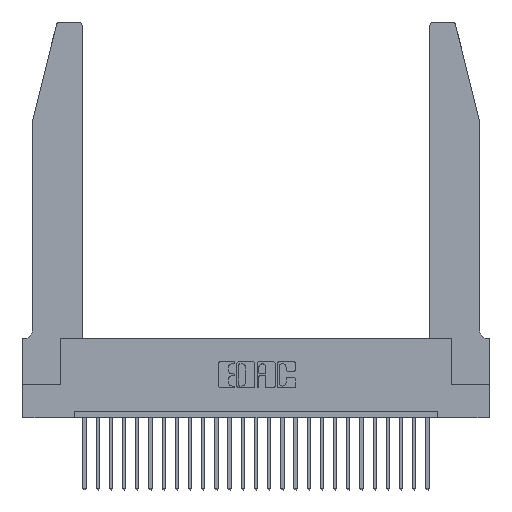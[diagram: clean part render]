
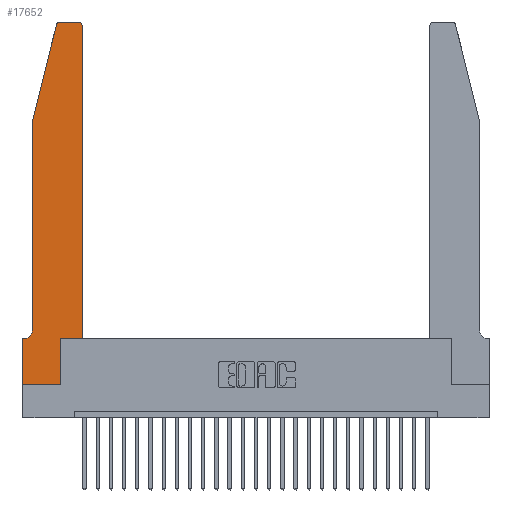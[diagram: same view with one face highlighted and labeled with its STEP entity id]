
A CAD part, top view. The second image highlights one B-rep face of the part: STEP entity #17652.
In plain terms, the highlighted planar face has unit normal (0, 0, 1).
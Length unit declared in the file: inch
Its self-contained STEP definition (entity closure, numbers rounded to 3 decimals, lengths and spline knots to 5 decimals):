
#248 = LINE ( 'NONE', #17055, #23827 ) ;
#486 = CARTESIAN_POINT ( 'NONE',  ( 0.0755, 0.35, 0.37 ) ) ;
#489 = EDGE_CURVE ( 'NONE', #18064, #2406, #4079, .T. ) ;
#596 = VECTOR ( 'NONE', #1126, 39.37008 ) ;
#632 = VERTEX_POINT ( 'NONE', #18471 ) ;
#1126 = DIRECTION ( 'NONE',  ( 0., -1., 0. ) ) ;
#1449 = EDGE_CURVE ( 'NONE', #20299, #3549, #20065, .T. ) ;
#1669 = VERTEX_POINT ( 'NONE', #9441 ) ;
#1968 = CARTESIAN_POINT ( 'NONE',  ( 0.2865, 0.35, 0.37 ) ) ;
#2406 = VERTEX_POINT ( 'NONE', #8751 ) ;
#2419 = ORIENTED_EDGE ( 'NONE', *, *, #9872, .T. ) ;
#2549 = FACE_OUTER_BOUND ( 'NONE', #7142, .T. ) ;
#2590 = EDGE_CURVE ( 'NONE', #2406, #20299, #248, .T. ) ;
#2591 = ORIENTED_EDGE ( 'NONE', *, *, #20348, .T. ) ;
#3005 = PLANE ( 'NONE',  #13749 ) ;
#3222 = DIRECTION ( 'NONE',  ( 1., 0., 0. ) ) ;
#3329 = AXIS2_PLACEMENT_3D ( 'NONE', #9129, #19671, #8861 ) ;
#3549 = VERTEX_POINT ( 'NONE', #8152 ) ;
#4079 = LINE ( 'NONE', #18660, #23107 ) ;
#5041 = CARTESIAN_POINT ( 'NONE',  ( 0., 0., 0.37 ) ) ;
#5183 = CARTESIAN_POINT ( 'NONE',  ( 0., 0.35, 0.37 ) ) ;
#5222 = DIRECTION ( 'NONE',  ( 0., 0., -1. ) ) ;
#5321 = CARTESIAN_POINT ( 'NONE',  ( 0.0755, 0.42, 0.37 ) ) ;
#5406 = DIRECTION ( 'NONE',  ( 1., 0., 0. ) ) ;
#5563 = CARTESIAN_POINT ( 'NONE',  ( 0., 0., 0.37 ) ) ;
#5596 = ORIENTED_EDGE ( 'NONE', *, *, #22183, .T. ) ;
#5652 = VECTOR ( 'NONE', #10466, 39.37008 ) ;
#5770 = VERTEX_POINT ( 'NONE', #5563 ) ;
#6082 = DIRECTION ( 'NONE',  ( -0.239, -0.971, 0. ) ) ;
#6296 = VECTOR ( 'NONE', #18619, 39.37008 ) ;
#7142 = EDGE_LOOP ( 'NONE', ( #18339, #15332, #11292, #7531, #19636, #25418, #24357, #22390, #5596, #2419, #17186, #2591 ) ) ;
#7308 = DIRECTION ( 'NONE',  ( 0., 0., 1. ) ) ;
#7531 = ORIENTED_EDGE ( 'NONE', *, *, #2590, .T. ) ;
#8001 = CIRCLE ( 'NONE', #11535, 0.03 ) ;
#8063 = DIRECTION ( 'NONE',  ( 0., -1., 0. ) ) ;
#8152 = CARTESIAN_POINT ( 'NONE',  ( 0.0055, 0.35, 0.37 ) ) ;
#8687 = VERTEX_POINT ( 'NONE', #13334 ) ;
#8751 = CARTESIAN_POINT ( 'NONE',  ( 0.0755, 2., 0.37 ) ) ;
#8861 = DIRECTION ( 'NONE',  ( 1., 0., 0. ) ) ;
#9129 = CARTESIAN_POINT ( 'NONE',  ( 0.4205, 2.72, 0.37 ) ) ;
#9441 = CARTESIAN_POINT ( 'NONE',  ( 0.284, 2.75, 0.37 ) ) ;
#9623 = EDGE_CURVE ( 'NONE', #1669, #18064, #8001, .T. ) ;
#9674 = CARTESIAN_POINT ( 'NONE',  ( 0.284, 2.72, 0.37 ) ) ;
#9872 = EDGE_CURVE ( 'NONE', #18939, #8687, #26709, .T. ) ;
#10466 = DIRECTION ( 'NONE',  ( -1., 0., 0. ) ) ;
#10965 = CARTESIAN_POINT ( 'NONE',  ( 0.4505, 0.35, 0.37 ) ) ;
#11292 = ORIENTED_EDGE ( 'NONE', *, *, #489, .T. ) ;
#11535 = AXIS2_PLACEMENT_3D ( 'NONE', #9674, #7308, #5406 ) ;
#11567 = DIRECTION ( 'NONE',  ( 0., 0., 1. ) ) ;
#11598 = VECTOR ( 'NONE', #3222, 39.37008 ) ;
#11786 = DIRECTION ( 'NONE',  ( -1., 0., 0. ) ) ;
#12944 = DIRECTION ( 'NONE',  ( 1., 0., 0. ) ) ;
#13334 = CARTESIAN_POINT ( 'NONE',  ( 0.4505, 0.35, 0.37 ) ) ;
#13749 = AXIS2_PLACEMENT_3D ( 'NONE', #5183, #11567, #17648 ) ;
#13863 = LINE ( 'NONE', #1968, #6296 ) ;
#14306 = VECTOR ( 'NONE', #12944, 39.37008 ) ;
#14407 = CARTESIAN_POINT ( 'NONE',  ( 0.2865, 0., 0.37 ) ) ;
#14523 = VECTOR ( 'NONE', #23460, 39.37008 ) ;
#14624 = LINE ( 'NONE', #5041, #596 ) ;
#14676 = CARTESIAN_POINT ( 'NONE',  ( 0.2605, 2.75, 0.37 ) ) ;
#14900 = CARTESIAN_POINT ( 'NONE',  ( 0.25487, 2.72718, 0.37 ) ) ;
#15332 = ORIENTED_EDGE ( 'NONE', *, *, #9623, .T. ) ;
#16448 = CIRCLE ( 'NONE', #3329, 0.03 ) ;
#16637 = AXIS2_PLACEMENT_3D ( 'NONE', #18124, #5222, #11786 ) ;
#16825 = EDGE_CURVE ( 'NONE', #5770, #19885, #19237, .T. ) ;
#17055 = CARTESIAN_POINT ( 'NONE',  ( 0.0755, 2., 0.37 ) ) ;
#17186 = ORIENTED_EDGE ( 'NONE', *, *, #22272, .T. ) ;
#17483 = VECTOR ( 'NONE', #22912, 39.37008 ) ;
#17648 = DIRECTION ( 'NONE',  ( 1., 0., 0. ) ) ;
#17652 = ADVANCED_FACE ( 'NONE', ( #2549 ), #3005, .T. ) ;
#18064 = VERTEX_POINT ( 'NONE', #14900 ) ;
#18124 = CARTESIAN_POINT ( 'NONE',  ( 0.0055, 0.42, 0.37 ) ) ;
#18339 = ORIENTED_EDGE ( 'NONE', *, *, #19998, .T. ) ;
#18471 = CARTESIAN_POINT ( 'NONE',  ( 0.4505, 2.72, 0.37 ) ) ;
#18619 = DIRECTION ( 'NONE',  ( 0., 1., 0. ) ) ;
#18660 = CARTESIAN_POINT ( 'NONE',  ( 0.0755, 2., 0.37 ) ) ;
#18939 = VERTEX_POINT ( 'NONE', #22472 ) ;
#19052 = CARTESIAN_POINT ( 'NONE',  ( 0.4505, 0.35, 0.37 ) ) ;
#19237 = LINE ( 'NONE', #25600, #14306 ) ;
#19560 = EDGE_CURVE ( 'NONE', #3549, #20592, #26655, .T. ) ;
#19636 = ORIENTED_EDGE ( 'NONE', *, *, #1449, .T. ) ;
#19671 = DIRECTION ( 'NONE',  ( 0., 0., 1. ) ) ;
#19885 = VERTEX_POINT ( 'NONE', #14407 ) ;
#19998 = EDGE_CURVE ( 'NONE', #20394, #1669, #25980, .T. ) ;
#20065 = CIRCLE ( 'NONE', #16637, 0.07 ) ;
#20299 = VERTEX_POINT ( 'NONE', #5321 ) ;
#20348 = EDGE_CURVE ( 'NONE', #632, #20394, #16448, .T. ) ;
#20394 = VERTEX_POINT ( 'NONE', #21107 ) ;
#20592 = VERTEX_POINT ( 'NONE', #23945 ) ;
#21107 = CARTESIAN_POINT ( 'NONE',  ( 0.4205, 2.75, 0.37 ) ) ;
#22183 = EDGE_CURVE ( 'NONE', #19885, #18939, #13863, .T. ) ;
#22272 = EDGE_CURVE ( 'NONE', #8687, #632, #23025, .T. ) ;
#22390 = ORIENTED_EDGE ( 'NONE', *, *, #16825, .T. ) ;
#22472 = CARTESIAN_POINT ( 'NONE',  ( 0.2865, 0.35, 0.37 ) ) ;
#22912 = DIRECTION ( 'NONE',  ( 0., 1., 0. ) ) ;
#23025 = LINE ( 'NONE', #19052, #17483 ) ;
#23107 = VECTOR ( 'NONE', #6082, 39.37008 ) ;
#23460 = DIRECTION ( 'NONE',  ( -1., 0., 0. ) ) ;
#23827 = VECTOR ( 'NONE', #8063, 39.37008 ) ;
#23945 = CARTESIAN_POINT ( 'NONE',  ( 0., 0.35, 0.37 ) ) ;
#24357 = ORIENTED_EDGE ( 'NONE', *, *, #26100, .T. ) ;
#25418 = ORIENTED_EDGE ( 'NONE', *, *, #19560, .T. ) ;
#25600 = CARTESIAN_POINT ( 'NONE',  ( 0., 0., 0.37 ) ) ;
#25980 = LINE ( 'NONE', #14676, #5652 ) ;
#26100 = EDGE_CURVE ( 'NONE', #20592, #5770, #14624, .T. ) ;
#26655 = LINE ( 'NONE', #486, #14523 ) ;
#26709 = LINE ( 'NONE', #10965, #11598 ) ;
